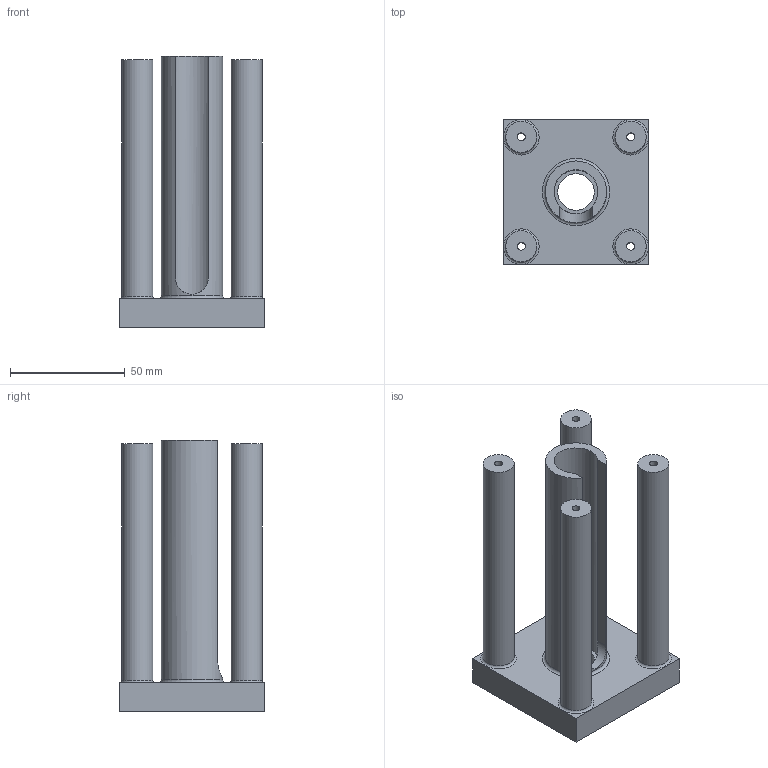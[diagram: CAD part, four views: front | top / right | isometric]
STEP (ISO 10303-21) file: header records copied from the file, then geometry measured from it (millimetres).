
FILE_DESCRIPTION(('FreeCAD Model'),'2;1');
FILE_NAME('Open CASCADE Shape Model','2025-07-21T10:12:23',(''),(''), 'Open CASCADE STEP processor 7.8','FreeCAD','Unknown');
FILE_SCHEMA(('AUTOMOTIVE_DESIGN { 1 0 10303 214 1 1 1 1 }'));
Length unit declared in the file: millimetre
Products named in the file (1): Body
Bounding box: 63.5 x 63.5 x 118.27 mm (x, y, z)
Volume: 124385.9 mm3; surface area: 47178.6 mm2
Topology: 1 solids, 1 shells, 33 faces, 70 edges, 45 vertices
Faces by surface type: plane 15, cylinder 13, torus 5
Full cylindrical faces by diameter (mm): 3.454 x4, 13.494 x4, 15.875 x1, 19.05 x1, 26.67 x1, 38.826 x1
Entity records: 1026 total; most frequent: CARTESIAN_POINT 245, DIRECTION 168, ORIENTED_EDGE 140, AXIS2_PLACEMENT_3D 70, EDGE_CURVE 70, FACE_BOUND 49, EDGE_LOOP 49, VERTEX_POINT 45
